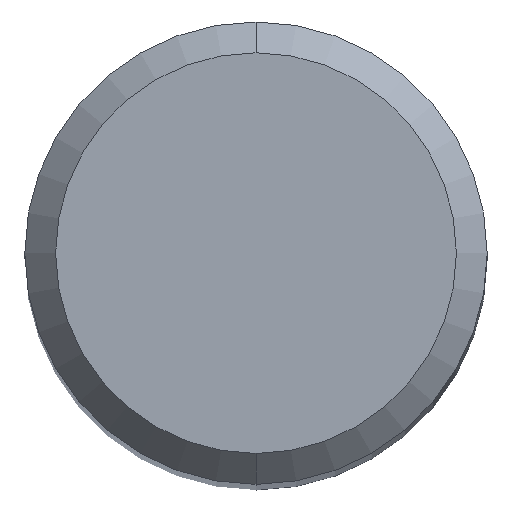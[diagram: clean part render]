
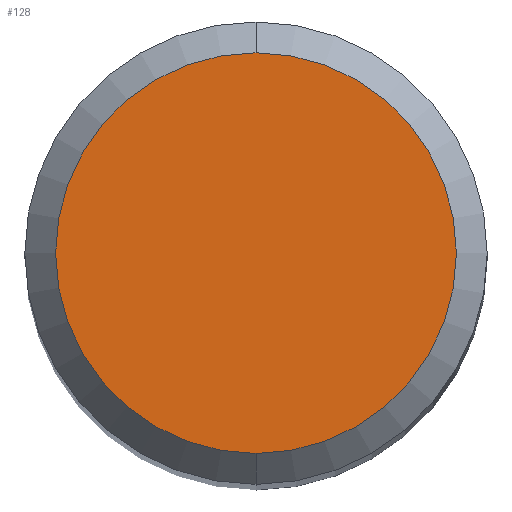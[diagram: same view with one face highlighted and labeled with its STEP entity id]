
A CAD part, top view. The second image highlights one B-rep face of the part: STEP entity #128.
In plain terms, the highlighted planar face has unit normal (0, 0, 1).
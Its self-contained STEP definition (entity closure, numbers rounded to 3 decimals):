
#102=VERTEX_POINT('',#251);
#110=EDGE_CURVE('',#134,#102,#259,.T.);
#128=ADVANCED_FACE('',(#279),#280,.T.);
#134=VERTEX_POINT('',#286);
#166=EDGE_CURVE('',#102,#134,#324,.T.);
#251=CARTESIAN_POINT('',(0.0,2.6,0.0));
#259=CIRCLE('',#424,2.6);
#279=FACE_OUTER_BOUND('',#449,.T.);
#280=PLANE('',#450);
#286=CARTESIAN_POINT('',(0.,-2.6,0.0));
#324=CIRCLE('',#501,2.6);
#424=AXIS2_PLACEMENT_3D('',#597,#598,#599);
#449=EDGE_LOOP('',(#628,#629));
#450=AXIS2_PLACEMENT_3D('',#630,#631,#632);
#501=AXIS2_PLACEMENT_3D('',#691,#692,#693);
#597=CARTESIAN_POINT('',(0.0,0.0,0.0));
#598=DIRECTION('',(0.0,0.0,-1.0));
#599=DIRECTION('',(0.0,1.0,0.0));
#628=ORIENTED_EDGE('',*,*,#166,.F.);
#629=ORIENTED_EDGE('',*,*,#110,.F.);
#630=CARTESIAN_POINT('',(0.0,1.3,0.0));
#631=DIRECTION('',(-0.0,0.0,1.0));
#632=DIRECTION('',(0.0,-1.0,0.0));
#691=CARTESIAN_POINT('',(0.0,0.0,0.0));
#692=DIRECTION('',(0.0,0.0,-1.0));
#693=DIRECTION('',(0.0,1.0,0.0));
